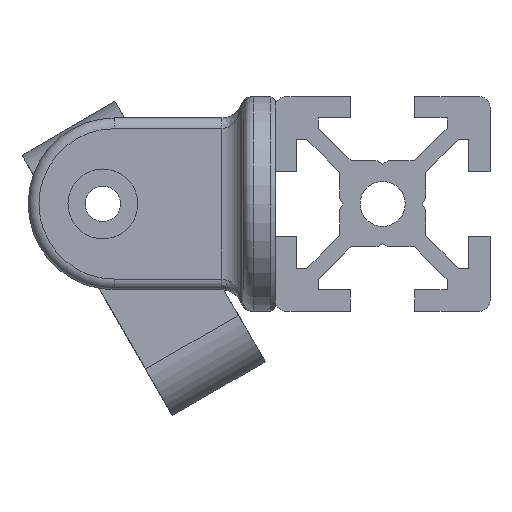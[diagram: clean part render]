
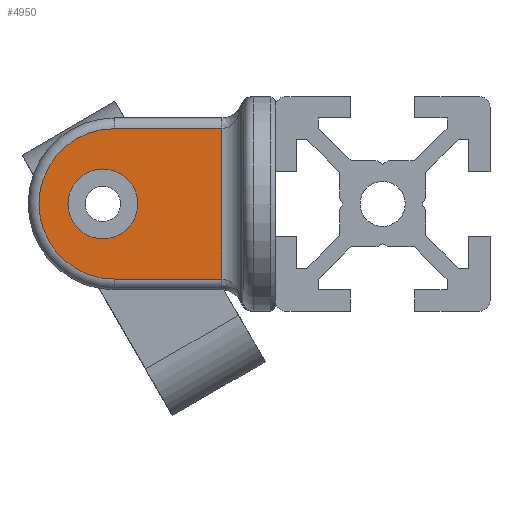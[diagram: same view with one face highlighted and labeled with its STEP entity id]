
A CAD part, left-side view. The second image highlights one B-rep face of the part: STEP entity #4950.
In plain terms, the highlighted face is planar.
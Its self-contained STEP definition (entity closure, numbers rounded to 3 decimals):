
#112=FACE_BOUND('',#690,.T.);
#165=PLANE('',#5390);
#402=FACE_OUTER_BOUND('',#689,.T.);
#689=EDGE_LOOP('',(#3839,#3840,#3841,#3842,#3843,#3844));
#690=EDGE_LOOP('',(#3845));
#980=CIRCLE('',#5377,7.);
#985=CIRCLE('',#5387,3.25);
#1150=LINE('',#9036,#1669);
#1193=LINE('',#9171,#1712);
#1194=LINE('',#9172,#1713);
#1202=LINE('',#9198,#1721);
#1205=LINE('',#9202,#1724);
#1669=VECTOR('',#6068,1000.);
#1712=VECTOR('',#6219,1000.);
#1713=VECTOR('',#6220,10.);
#1721=VECTOR('',#6250,1000.);
#1724=VECTOR('',#6253,10.);
#2214=VERTEX_POINT('',#8632);
#2217=VERTEX_POINT('',#9024);
#2255=VERTEX_POINT('',#9168);
#2256=VERTEX_POINT('',#9170);
#2258=VERTEX_POINT('',#9177);
#2263=VERTEX_POINT('',#9197);
#2266=VERTEX_POINT('',#9206);
#2760=EDGE_CURVE('',#2217,#2214,#1150,.T.);
#2825=EDGE_CURVE('',#2256,#2255,#1193,.T.);
#2826=EDGE_CURVE('',#2256,#2214,#1194,.T.);
#2830=EDGE_CURVE('',#2255,#2258,#980,.T.);
#2840=EDGE_CURVE('',#2258,#2263,#1202,.T.);
#2843=EDGE_CURVE('',#2263,#2217,#1205,.T.);
#2846=EDGE_CURVE('',#2266,#2266,#985,.T.);
#3839=ORIENTED_EDGE('',*,*,#2840,.T.);
#3840=ORIENTED_EDGE('',*,*,#2843,.T.);
#3841=ORIENTED_EDGE('',*,*,#2760,.T.);
#3842=ORIENTED_EDGE('',*,*,#2826,.F.);
#3843=ORIENTED_EDGE('',*,*,#2825,.T.);
#3844=ORIENTED_EDGE('',*,*,#2830,.T.);
#3845=ORIENTED_EDGE('',*,*,#2846,.F.);
#4950=ADVANCED_FACE('',(#402,#112),#165,.F.);
#5377=AXIS2_PLACEMENT_3D('',#9179,#6228,#6229);
#5387=AXIS2_PLACEMENT_3D('',#9208,#6259,#6260);
#5390=AXIS2_PLACEMENT_3D('',#9211,#6265,#6266);
#6068=DIRECTION('',(0.,1.,0.));
#6219=DIRECTION('',(0.,0.,1.));
#6220=DIRECTION('',(0.,0.,-1.));
#6228=DIRECTION('center_axis',(1.,0.,0.));
#6229=DIRECTION('ref_axis',(0.,0.,
1.));
#6250=DIRECTION('',(0.,0.,-1.));
#6253=DIRECTION('',(0.,0.,-1.));
#6259=DIRECTION('center_axis',(1.,0.,0.));
#6260=DIRECTION('ref_axis',(0.,1.,0.));
#6265=DIRECTION('center_axis',(-1.,0.,0.));
#6266=DIRECTION('ref_axis',(0.,-1.,0.));
#8632=CARTESIAN_POINT('',(46.23,7.,-14.8));
#9024=CARTESIAN_POINT('',(46.23,-7.,-14.8));
#9036=CARTESIAN_POINT('',(46.23,5.,-14.8));
#9168=CARTESIAN_POINT('',(46.23,7.,-4.8));
#9170=CARTESIAN_POINT('',(46.23,7.,-11.8));
#9171=CARTESIAN_POINT('',(46.23,7.,3.));
#9172=CARTESIAN_POINT('',(46.23,7.,-11.8));
#9177=CARTESIAN_POINT('',(46.23,-7.,-4.8));
#9179=CARTESIAN_POINT('Origin',(46.23,0.,-4.8));
#9197=CARTESIAN_POINT('',(46.23,-7.,-11.8));
#9198=CARTESIAN_POINT('',(46.23,-7.,3.));
#9202=CARTESIAN_POINT('',(46.23,-7.,-11.8));
#9206=CARTESIAN_POINT('',(46.23,-3.25,-3.75));
#9208=CARTESIAN_POINT('Origin',(46.23,0.,-3.75));
#9211=CARTESIAN_POINT('Origin',(46.23,0.,
3.));
